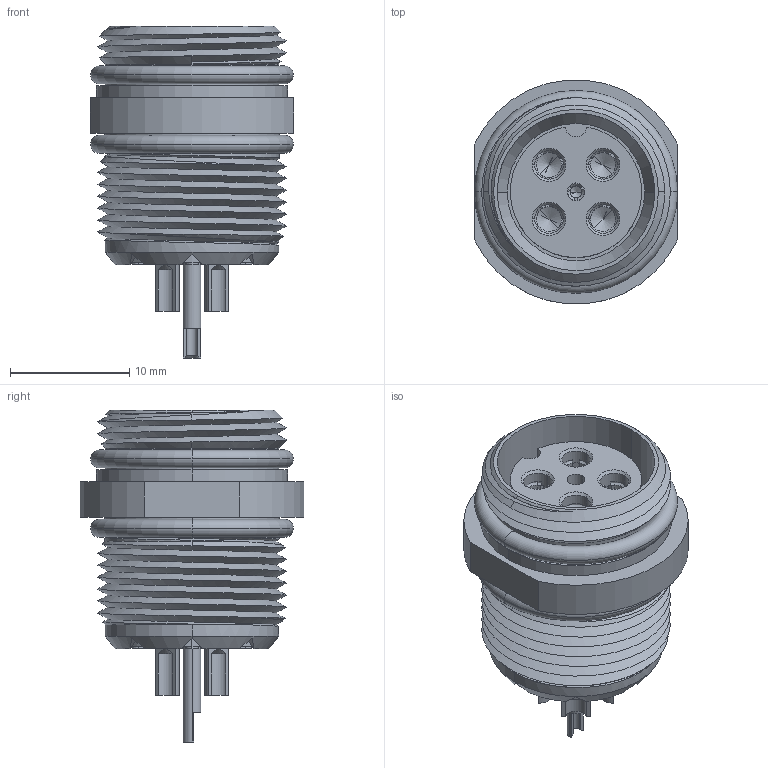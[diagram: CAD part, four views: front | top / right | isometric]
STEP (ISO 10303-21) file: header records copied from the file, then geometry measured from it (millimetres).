
FILE_DESCRIPTION (( 'STEP AP203' ), '1' );
FILE_NAME ('32-CRV52-IV.STEP', '2019-09-11T19:09:01', ( '' ), ( '' ), 'SwSTEP 2.0', 'SolidWorks 2012', '' );
FILE_SCHEMA (( 'CONFIG_CONTROL_DESIGN' ));
Length unit declared in the file: millimetre
Products named in the file (8): 32-CRV52-IV; o-rings series g_isoM16_o-rings  12x1,5; miolo fêmea invertido 2 á 5 pinos_5 vias; 80-2 PF_80-2; 40-2(acabado)_40-2; 40-4 IV_05 vias; 40-3 IV_833; 40-14_montagem_40-14-IV
Assembly tree (11 placements, depth 3):
  32-CRV52-IV
    40-14_montagem_40-14-IV
    miolo fêmea invertido 2 á 5 pinos_5 vias
      40-3 IV_833
      40-4 IV_05 vias
      40-2(acabado)_40-2  x4
      80-2 PF_80-2
    o-rings series g_isoM16_o-rings  12x1,5  x2
Bounding box: 17 x 18.73 x 27.8 mm (x, y, z)
Volume: 2842.4 mm3; surface area: 6219.5 mm2
Topology: 10 solids, 10 shells, 380 faces, 996 edges, 639 vertices
Faces by surface type: plane 170, cylinder 90, cone 87, bspline 25, torus 8
Entity records: 12259 total; most frequent: CARTESIAN_POINT 4596, ORIENTED_EDGE 1448, DIRECTION 1359, EDGE_CURVE 724, AXIS2_PLACEMENT_3D 506, VERTEX_POINT 470, LINE 347, VECTOR 347
